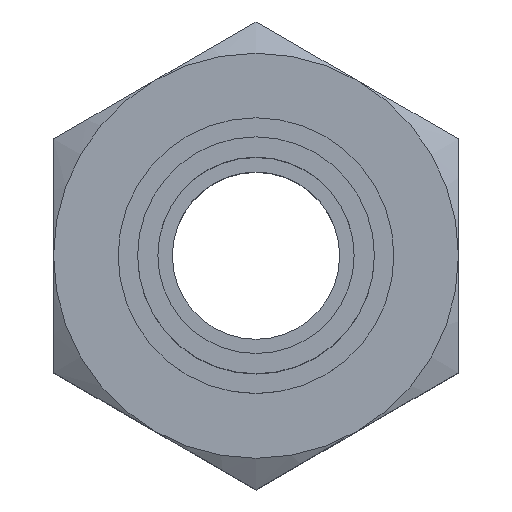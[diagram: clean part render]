
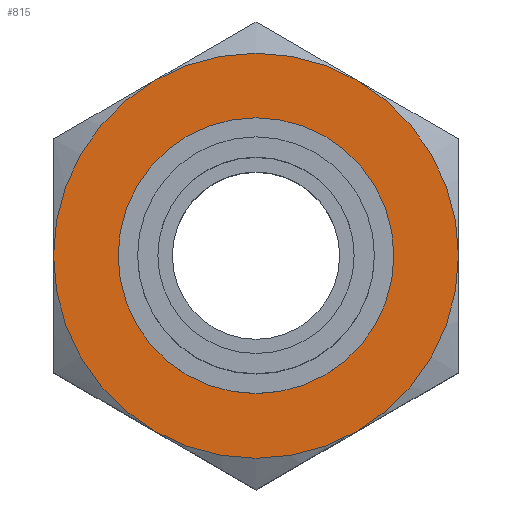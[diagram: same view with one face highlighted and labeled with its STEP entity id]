
A CAD part, top view. The second image highlights one B-rep face of the part: STEP entity #815.
In plain terms, the highlighted planar face has unit normal (0, 0, 1).
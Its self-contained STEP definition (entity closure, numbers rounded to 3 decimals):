
#50=PLANE('',#891);
#59=CIRCLE('',#833,23.);
#60=CIRCLE('',#835,23.);
#61=CIRCLE('',#837,23.);
#62=CIRCLE('',#839,23.);
#63=CIRCLE('',#841,23.);
#64=CIRCLE('',#843,23.);
#88=CIRCLE('',#890,14.5);
#163=ORIENTED_EDGE('',*,*,#274,.T.);
#164=ORIENTED_EDGE('',*,*,#225,.F.);
#165=ORIENTED_EDGE('',*,*,#227,.F.);
#166=ORIENTED_EDGE('',*,*,#233,.F.);
#167=ORIENTED_EDGE('',*,*,#238,.F.);
#168=ORIENTED_EDGE('',*,*,#232,.F.);
#169=ORIENTED_EDGE('',*,*,#223,.F.);
#223=EDGE_CURVE('',#287,#285,#59,.T.);
#225=EDGE_CURVE('',#289,#287,#60,.T.);
#227=EDGE_CURVE('',#290,#289,#61,.T.);
#232=EDGE_CURVE('',#285,#292,#62,.T.);
#233=EDGE_CURVE('',#294,#290,#63,.T.);
#238=EDGE_CURVE('',#292,#294,#64,.T.);
#274=EDGE_CURVE('',#326,#326,#88,.F.);
#285=VERTEX_POINT('',#1071);
#287=VERTEX_POINT('',#1077);
#289=VERTEX_POINT('',#1085);
#290=VERTEX_POINT('',#1094);
#292=VERTEX_POINT('',#1111);
#294=VERTEX_POINT('',#1120);
#326=VERTEX_POINT('',#1270);
#401=EDGE_LOOP('',(#163));
#402=EDGE_LOOP('',(#164,#165,#166,#167,#168,#169));
#465=FACE_BOUND('',#401,.T.);
#466=FACE_BOUND('',#402,.T.);
#815=ADVANCED_FACE('',(#465,#466),#50,.T.);
#833=AXIS2_PLACEMENT_3D('',#1078,#911,#912);
#835=AXIS2_PLACEMENT_3D('',#1086,#915,#916);
#837=AXIS2_PLACEMENT_3D('',#1093,#919,#920);
#839=AXIS2_PLACEMENT_3D('',#1117,#923,#924);
#841=AXIS2_PLACEMENT_3D('',#1119,#927,#928);
#843=AXIS2_PLACEMENT_3D('',#1141,#931,#932);
#890=AXIS2_PLACEMENT_3D('',#1269,#1025,#1026);
#891=AXIS2_PLACEMENT_3D('',#1271,#1027,#1028);
#911=DIRECTION('',(0.,0.,-1.));
#912=DIRECTION('',(-1.,0.,0.));
#915=DIRECTION('',(0.,0.,-1.));
#916=DIRECTION('',(-1.,0.,0.));
#919=DIRECTION('',(0.,0.,-1.));
#920=DIRECTION('',(-1.,0.,0.));
#923=DIRECTION('',(0.,0.,-1.));
#924=DIRECTION('',(-1.,0.,0.));
#927=DIRECTION('',(0.,0.,-1.));
#928=DIRECTION('',(-1.,0.,0.));
#931=DIRECTION('',(0.,0.,-1.));
#932=DIRECTION('',(-1.,0.,0.));
#1025=DIRECTION('',(0.,0.,1.));
#1026=DIRECTION('',(1.,0.,0.));
#1027=DIRECTION('',(0.,0.,1.));
#1028=DIRECTION('',(1.,0.,0.));
#1071=CARTESIAN_POINT('',(23.,0.,-30.5));
#1077=CARTESIAN_POINT('',(11.5,19.919,-30.5));
#1078=CARTESIAN_POINT('',(0.,0.,-30.5));
#1085=CARTESIAN_POINT('',(-11.5,19.919,-30.5));
#1086=CARTESIAN_POINT('',(0.,0.,-30.5));
#1093=CARTESIAN_POINT('',(0.,0.,-30.5));
#1094=CARTESIAN_POINT('',(-23.,0.,-30.5));
#1111=CARTESIAN_POINT('',(11.5,-19.919,-30.5));
#1117=CARTESIAN_POINT('',(0.,0.,-30.5));
#1119=CARTESIAN_POINT('',(0.,0.,-30.5));
#1120=CARTESIAN_POINT('',(-11.5,-19.919,-30.5));
#1141=CARTESIAN_POINT('',(0.,0.,-30.5));
#1269=CARTESIAN_POINT('',(0.,0.,-30.5));
#1270=CARTESIAN_POINT('',(14.5,0.,-30.5));
#1271=CARTESIAN_POINT('',(0.,23.,-30.5));
